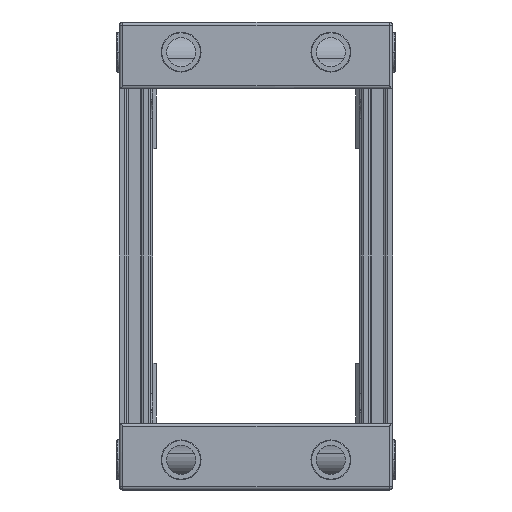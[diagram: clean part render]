
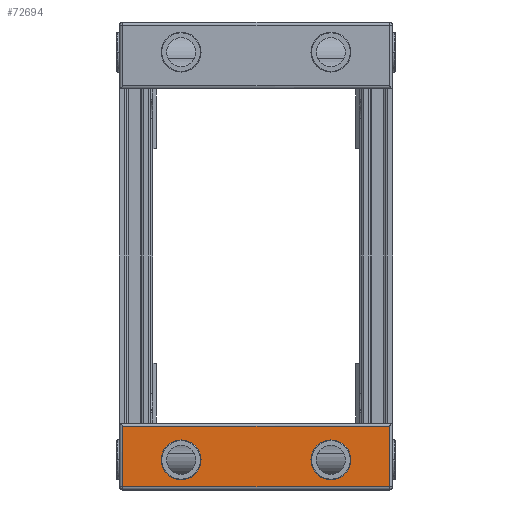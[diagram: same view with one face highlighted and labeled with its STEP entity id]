
A CAD part, left-side view. The second image highlights one B-rep face of the part: STEP entity #72694.
In plain terms, the highlighted planar face has unit normal (-1, 0, 0).
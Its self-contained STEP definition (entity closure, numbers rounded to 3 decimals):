
#1815 = CARTESIAN_POINT ( 'NONE',  ( -174.752, 22.597, -246.505 ) ) ;
#2074 = ORIENTED_EDGE ( 'NONE', *, *, #50840, .T. ) ;
#5376 = ORIENTED_EDGE ( 'NONE', *, *, #64210, .F. ) ;
#6758 = VERTEX_POINT ( 'NONE', #7107 ) ;
#7107 = CARTESIAN_POINT ( 'NONE',  ( -174.752, -39.916, -236.455 ) ) ;
#12600 = DIRECTION ( 'NONE',  ( -1., 0., 0. ) ) ;
#18373 = FACE_BOUND ( 'NONE', #87528, .T. ) ;
#18622 = ORIENTED_EDGE ( 'NONE', *, *, #120241, .T. ) ;
#22824 = EDGE_CURVE ( 'NONE', #46628, #33548, #115286, .T. ) ;
#23919 = CARTESIAN_POINT ( 'NONE',  ( -174.752, 40.11, -236.455 ) ) ;
#25806 = CARTESIAN_POINT ( 'NONE',  ( -174.752, -22.403, -246.505 ) ) ;
#27282 = VECTOR ( 'NONE', #35273, 1000. ) ;
#28794 = CARTESIAN_POINT ( 'NONE',  ( -174.752, -22.403, -246.505 ) ) ;
#30421 = CARTESIAN_POINT ( 'NONE',  ( -174.752, -16.403, -246.505 ) ) ;
#31395 = CARTESIAN_POINT ( 'NONE',  ( -174.752, -28.403, -246.505 ) ) ;
#31879 = VERTEX_POINT ( 'NONE', #76621 ) ;
#31956 = CIRCLE ( 'NONE', #104964, 6. ) ;
#33548 = VERTEX_POINT ( 'NONE', #31395 ) ;
#35273 = DIRECTION ( 'NONE',  ( 0., 0., -1. ) ) ;
#38034 = EDGE_CURVE ( 'NONE', #33548, #46628, #31956, .T. ) ;
#39006 = ORIENTED_EDGE ( 'NONE', *, *, #38034, .F. ) ;
#40352 = DIRECTION ( 'NONE',  ( -1., 0., 0. ) ) ;
#41095 = DIRECTION ( 'NONE',  ( 0., 1., 0. ) ) ;
#45912 = VECTOR ( 'NONE', #91359, 1000. ) ;
#46628 = VERTEX_POINT ( 'NONE', #30421 ) ;
#48799 = DIRECTION ( 'NONE',  ( 0., 1., 0. ) ) ;
#49218 = DIRECTION ( 'NONE',  ( -1., 0., 0. ) ) ;
#50511 = ORIENTED_EDGE ( 'NONE', *, *, #22824, .F. ) ;
#50557 = PLANE ( 'NONE',  #127162 ) ;
#50840 = EDGE_CURVE ( 'NONE', #6758, #56347, #103146, .T. ) ;
#51919 = CIRCLE ( 'NONE', #74925, 6. ) ;
#52202 = DIRECTION ( 'NONE',  ( -1., 0., 0. ) ) ;
#55220 = DIRECTION ( 'NONE',  ( 0., 1., 0. ) ) ;
#56347 = VERTEX_POINT ( 'NONE', #23919 ) ;
#58188 = FACE_OUTER_BOUND ( 'NONE', #119547, .T. ) ;
#61646 = EDGE_LOOP ( 'NONE', ( #50511, #39006 ) ) ;
#64210 = EDGE_CURVE ( 'NONE', #31879, #75286, #51919, .T. ) ;
#67750 = DIRECTION ( 'NONE',  ( 0., 1., 0. ) ) ;
#69359 = CIRCLE ( 'NONE', #71929, 6. ) ;
#70140 = DIRECTION ( 'NONE',  ( 0., 1., 0. ) ) ;
#70397 = EDGE_CURVE ( 'NONE', #6758, #95128, #96970, .T. ) ;
#71929 = AXIS2_PLACEMENT_3D ( 'NONE', #114669, #12600, #106181 ) ;
#72694 = ADVANCED_FACE ( 'NONE', ( #18373, #106065, #58188 ), #50557, .T. ) ;
#73181 = ORIENTED_EDGE ( 'NONE', *, *, #70397, .F. ) ;
#73885 = ORIENTED_EDGE ( 'NONE', *, *, #75084, .F. ) ;
#74925 = AXIS2_PLACEMENT_3D ( 'NONE', #1815, #52202, #41095 ) ;
#75084 = EDGE_CURVE ( 'NONE', #95128, #131191, #127860, .T. ) ;
#75286 = VERTEX_POINT ( 'NONE', #132440 ) ;
#76621 = CARTESIAN_POINT ( 'NONE',  ( -174.752, 16.597, -246.505 ) ) ;
#81715 = CARTESIAN_POINT ( 'NONE',  ( -174.752, 41.11, -365.996 ) ) ;
#86656 = DIRECTION ( 'NONE',  ( 0., 1., 0. ) ) ;
#87528 = EDGE_LOOP ( 'NONE', ( #131591, #5376 ) ) ;
#91086 = LINE ( 'NONE', #127590, #27282 ) ;
#91359 = DIRECTION ( 'NONE',  ( 0., 0., -1. ) ) ;
#91992 = VECTOR ( 'NONE', #86656, 1000. ) ;
#94222 = CARTESIAN_POINT ( 'NONE',  ( -174.752, 40.11, -254.555 ) ) ;
#95128 = VERTEX_POINT ( 'NONE', #103080 ) ;
#96970 = LINE ( 'NONE', #120839, #45912 ) ;
#98063 = CARTESIAN_POINT ( 'NONE',  ( -174.752, 41.11, -254.555 ) ) ;
#103080 = CARTESIAN_POINT ( 'NONE',  ( -174.752, -39.916, -254.555 ) ) ;
#103146 = LINE ( 'NONE', #129105, #91992 ) ;
#104964 = AXIS2_PLACEMENT_3D ( 'NONE', #28794, #40352, #48799 ) ;
#106065 = FACE_BOUND ( 'NONE', #61646, .T. ) ;
#106181 = DIRECTION ( 'NONE',  ( 0., 1., 0. ) ) ;
#106502 = DIRECTION ( 'NONE',  ( -1., 0., 0. ) ) ;
#114669 = CARTESIAN_POINT ( 'NONE',  ( -174.752, 22.597, -246.505 ) ) ;
#115286 = CIRCLE ( 'NONE', #124108, 6. ) ;
#119547 = EDGE_LOOP ( 'NONE', ( #73885, #73181, #2074, #18622 ) ) ;
#120241 = EDGE_CURVE ( 'NONE', #56347, #131191, #91086, .T. ) ;
#120839 = CARTESIAN_POINT ( 'NONE',  ( -174.752, -39.916, -365.996 ) ) ;
#124108 = AXIS2_PLACEMENT_3D ( 'NONE', #25806, #106502, #55220 ) ;
#127162 = AXIS2_PLACEMENT_3D ( 'NONE', #81715, #49218, #70140 ) ;
#127590 = CARTESIAN_POINT ( 'NONE',  ( -174.752, 40.11, -365.996 ) ) ;
#127860 = LINE ( 'NONE', #98063, #129402 ) ;
#128055 = EDGE_CURVE ( 'NONE', #75286, #31879, #69359, .T. ) ;
#129105 = CARTESIAN_POINT ( 'NONE',  ( -174.752, 41.12, -236.455 ) ) ;
#129402 = VECTOR ( 'NONE', #67750, 1000. ) ;
#131191 = VERTEX_POINT ( 'NONE', #94222 ) ;
#131591 = ORIENTED_EDGE ( 'NONE', *, *, #128055, .F. ) ;
#132440 = CARTESIAN_POINT ( 'NONE',  ( -174.752, 28.597, -246.505 ) ) ;
